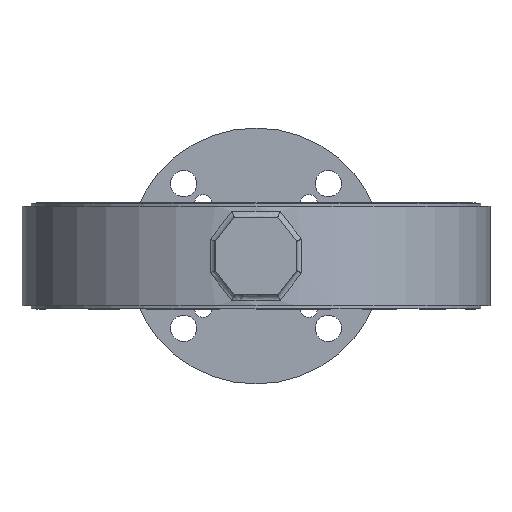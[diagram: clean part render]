
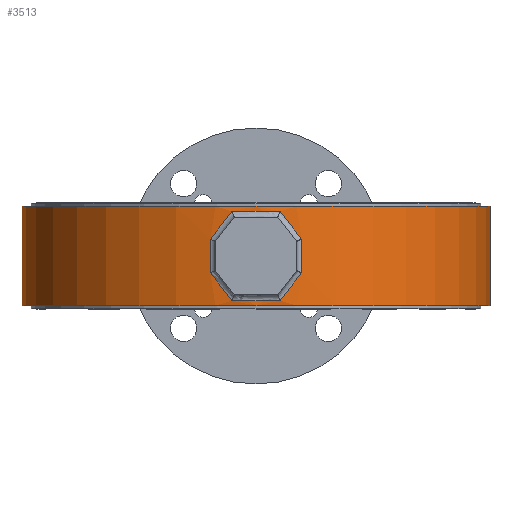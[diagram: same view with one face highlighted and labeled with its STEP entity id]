
A CAD part, front view. The second image highlights one B-rep face of the part: STEP entity #3513.
In plain terms, the highlighted cylindrical face has radius 160 mm (diameter 320 mm), a partial arc.
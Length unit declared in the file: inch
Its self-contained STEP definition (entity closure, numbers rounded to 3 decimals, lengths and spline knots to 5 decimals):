
#102 = CARTESIAN_POINT ( 'NONE',  ( 8.90399, -0.75395, 8.40442 ) ) ;
#183 = VERTEX_POINT ( 'NONE', #9014 ) ;
#219 = EDGE_CURVE ( 'NONE', #13393, #11760, #1675, .T. ) ;
#511 = AXIS2_PLACEMENT_3D ( 'NONE', #2685, #5892, #519 ) ;
#519 = DIRECTION ( 'NONE',  ( 1., 0., 0. ) ) ;
#575 = CARTESIAN_POINT ( 'NONE',  ( 9.48241, -0.66657, 7.65192 ) ) ;
#636 = EDGE_CURVE ( 'NONE', #1947, #4590, #3122, .T. ) ;
#690 = LINE ( 'NONE', #5996, #5664 ) ;
#869 = ORIENTED_EDGE ( 'NONE', *, *, #12815, .T. ) ;
#973 = B_SPLINE_CURVE_WITH_KNOTS ( 'NONE', 3,
 ( #4928, #3930, #8120, #12263 ),
 .UNSPECIFIED., .F., .F.,
 ( 4, 4 ),
 ( 0., 1. ),
 .UNSPECIFIED. ) ;
#1095 = EDGE_LOOP ( 'NONE', ( #3111, #1629, #3195, #8822, #9752, #9902, #9463, #869 ) ) ;
#1585 = CARTESIAN_POINT ( 'NONE',  ( 7.6026, -0.75395, 8.40442 ) ) ;
#1626 = VERTEX_POINT ( 'NONE', #3458 ) ;
#1629 = ORIENTED_EDGE ( 'NONE', *, *, #3401, .T. ) ;
#1675 = LINE ( 'NONE', #10107, #8369 ) ;
#1779 = CARTESIAN_POINT ( 'NONE',  ( 7.38869, -0.73174, 8.12613 ) ) ;
#1799 = CIRCLE ( 'NONE', #10326, 6.29921 ) ;
#1947 = VERTEX_POINT ( 'NONE', #12456 ) ;
#1990 = CARTESIAN_POINT ( 'NONE',  ( 14.5525, 5.51156, 11.30627 ) ) ;
#2119 = B_SPLINE_CURVE_WITH_KNOTS ( 'NONE', 3,
 ( #11158, #8037, #1779, #1585 ),
 .UNSPECIFIED., .F., .F.,
 ( 4, 4 ),
 ( 0., 1. ),
 .UNSPECIFIED. ) ;
#2353 = DIRECTION ( 'NONE',  ( -1., 0., 0. ) ) ;
#2462 = CARTESIAN_POINT ( 'NONE',  ( 7.19588, -0.70073, 6.53197 ) ) ;
#2479 = ORIENTED_EDGE ( 'NONE', *, *, #13329, .T. ) ;
#2486 = CARTESIAN_POINT ( 'NONE',  ( 8.25329, 5.51156, 8.40442 ) ) ;
#2597 = CIRCLE ( 'NONE', #5661, 6.29921 ) ;
#2639 = CARTESIAN_POINT ( 'NONE',  ( 9.48241, -0.66657, 6.75535 ) ) ;
#2685 = CARTESIAN_POINT ( 'NONE',  ( 8.25329, 5.51156, 6.00284 ) ) ;
#2832 = ORIENTED_EDGE ( 'NONE', *, *, #7595, .T. ) ;
#3083 = CYLINDRICAL_SURFACE ( 'NONE', #5640, 6.29921 ) ;
#3098 = DIRECTION ( 'NONE',  ( 0., 0., 1. ) ) ;
#3111 = ORIENTED_EDGE ( 'NONE', *, *, #4813, .T. ) ;
#3122 = LINE ( 'NONE', #11079, #6094 ) ;
#3195 = ORIENTED_EDGE ( 'NONE', *, *, #8848, .T. ) ;
#3251 = VERTEX_POINT ( 'NONE', #5722 ) ;
#3401 = EDGE_CURVE ( 'NONE', #1626, #3633, #2119, .T. ) ;
#3451 = CARTESIAN_POINT ( 'NONE',  ( 9.3107, -0.70073, 7.8753 ) ) ;
#3458 = CARTESIAN_POINT ( 'NONE',  ( 7.02418, -0.66657, 7.65192 ) ) ;
#3512 = CARTESIAN_POINT ( 'NONE',  ( 8.25329, 5.51156, 5.86505 ) ) ;
#3513 = ADVANCED_FACE ( 'NONE', ( #8429, #6075 ), #3083, .T. ) ;
#3633 = VERTEX_POINT ( 'NONE', #6636 ) ;
#3649 = CARTESIAN_POINT ( 'NONE',  ( 7.38869, -0.73174, 6.28113 ) ) ;
#3930 = CARTESIAN_POINT ( 'NONE',  ( 9.3107, -0.70073, 6.53197 ) ) ;
#4590 = VERTEX_POINT ( 'NONE', #2639 ) ;
#4813 = EDGE_CURVE ( 'NONE', #7509, #1626, #690, .T. ) ;
#4928 = CARTESIAN_POINT ( 'NONE',  ( 9.48241, -0.66657, 6.75535 ) ) ;
#4993 = CARTESIAN_POINT ( 'NONE',  ( 8.25329, 5.51156, 11.30627 ) ) ;
#5222 = DIRECTION ( 'NONE',  ( 0., 0., -1. ) ) ;
#5288 = VERTEX_POINT ( 'NONE', #102 ) ;
#5381 = ORIENTED_EDGE ( 'NONE', *, *, #10745, .F. ) ;
#5546 = CARTESIAN_POINT ( 'NONE',  ( 1.95408, 5.51156, 5.86505 ) ) ;
#5640 = AXIS2_PLACEMENT_3D ( 'NONE', #4993, #12577, #9237 ) ;
#5661 = AXIS2_PLACEMENT_3D ( 'NONE', #3512, #12589, #6505 ) ;
#5664 = VECTOR ( 'NONE', #5940, 39.37008 ) ;
#5722 = CARTESIAN_POINT ( 'NONE',  ( 14.5525, 5.51156, 5.86505 ) ) ;
#5839 = DIRECTION ( 'NONE',  ( 0., 0., 1. ) ) ;
#5892 = DIRECTION ( 'NONE',  ( 0., 0., -1. ) ) ;
#5940 = DIRECTION ( 'NONE',  ( 0., 0., 1. ) ) ;
#5996 = CARTESIAN_POINT ( 'NONE',  ( 7.02418, -0.66657, 11.30627 ) ) ;
#6075 = FACE_BOUND ( 'NONE', #1095, .T. ) ;
#6094 = VECTOR ( 'NONE', #5222, 39.37008 ) ;
#6160 = B_SPLINE_CURVE_WITH_KNOTS ( 'NONE', 3,
 ( #7698, #3649, #2462, #8786 ),
 .UNSPECIFIED., .F., .F.,
 ( 4, 4 ),
 ( 0., 1. ),
 .UNSPECIFIED. ) ;
#6505 = DIRECTION ( 'NONE',  ( 1., 0., 0. ) ) ;
#6636 = CARTESIAN_POINT ( 'NONE',  ( 7.6026, -0.75395, 8.40442 ) ) ;
#6672 = B_SPLINE_CURVE_WITH_KNOTS ( 'NONE', 3,
 ( #9688, #10828, #3451, #575 ),
 .UNSPECIFIED., .F., .F.,
 ( 4, 4 ),
 ( 0., 1. ),
 .UNSPECIFIED. ) ;
#7509 = VERTEX_POINT ( 'NONE', #13165 ) ;
#7572 = EDGE_CURVE ( 'NONE', #4590, #183, #973, .T. ) ;
#7595 = EDGE_CURVE ( 'NONE', #3251, #8383, #12520, .T. ) ;
#7698 = CARTESIAN_POINT ( 'NONE',  ( 7.6026, -0.75395, 6.00284 ) ) ;
#8037 = CARTESIAN_POINT ( 'NONE',  ( 7.19588, -0.70073, 7.8753 ) ) ;
#8120 = CARTESIAN_POINT ( 'NONE',  ( 9.11789, -0.73174, 6.28113 ) ) ;
#8369 = VECTOR ( 'NONE', #5839, 39.37008 ) ;
#8383 = VERTEX_POINT ( 'NONE', #13208 ) ;
#8429 = FACE_OUTER_BOUND ( 'NONE', #8629, .T. ) ;
#8629 = EDGE_LOOP ( 'NONE', ( #11286, #2479, #2832, #5381 ) ) ;
#8786 = CARTESIAN_POINT ( 'NONE',  ( 7.02418, -0.66657, 6.75535 ) ) ;
#8822 = ORIENTED_EDGE ( 'NONE', *, *, #11682, .T. ) ;
#8848 = EDGE_CURVE ( 'NONE', #3633, #5288, #11586, .T. ) ;
#8865 = DIRECTION ( 'NONE',  ( 1., 0., 0. ) ) ;
#8926 = DIRECTION ( 'NONE',  ( 0., 0., 1. ) ) ;
#9014 = CARTESIAN_POINT ( 'NONE',  ( 8.90399, -0.75395, 6.00284 ) ) ;
#9237 = DIRECTION ( 'NONE',  ( 1., 0., 0. ) ) ;
#9463 = ORIENTED_EDGE ( 'NONE', *, *, #10806, .T. ) ;
#9506 = CARTESIAN_POINT ( 'NONE',  ( 7.6026, -0.75395, 6.00284 ) ) ;
#9688 = CARTESIAN_POINT ( 'NONE',  ( 8.90399, -0.75395, 8.40442 ) ) ;
#9752 = ORIENTED_EDGE ( 'NONE', *, *, #636, .T. ) ;
#9829 = DIRECTION ( 'NONE',  ( 0., 0., 1. ) ) ;
#9902 = ORIENTED_EDGE ( 'NONE', *, *, #7572, .T. ) ;
#10107 = CARTESIAN_POINT ( 'NONE',  ( 1.95408, 5.51156, 11.30627 ) ) ;
#10326 = AXIS2_PLACEMENT_3D ( 'NONE', #10967, #8926, #8865 ) ;
#10420 = VECTOR ( 'NONE', #3098, 39.37008 ) ;
#10745 = EDGE_CURVE ( 'NONE', #11760, #8383, #1799, .T. ) ;
#10806 = EDGE_CURVE ( 'NONE', #183, #12859, #13388, .T. ) ;
#10828 = CARTESIAN_POINT ( 'NONE',  ( 9.11789, -0.73174, 8.12613 ) ) ;
#10967 = CARTESIAN_POINT ( 'NONE',  ( 8.25329, 5.51156, 8.54221 ) ) ;
#11079 = CARTESIAN_POINT ( 'NONE',  ( 9.48241, -0.66657, 11.30627 ) ) ;
#11158 = CARTESIAN_POINT ( 'NONE',  ( 7.02418, -0.66657, 7.65192 ) ) ;
#11286 = ORIENTED_EDGE ( 'NONE', *, *, #219, .F. ) ;
#11586 = CIRCLE ( 'NONE', #12686, 6.29921 ) ;
#11682 = EDGE_CURVE ( 'NONE', #5288, #1947, #6672, .T. ) ;
#11760 = VERTEX_POINT ( 'NONE', #11794 ) ;
#11794 = CARTESIAN_POINT ( 'NONE',  ( 1.95408, 5.51156, 8.54221 ) ) ;
#12263 = CARTESIAN_POINT ( 'NONE',  ( 8.90399, -0.75395, 6.00284 ) ) ;
#12456 = CARTESIAN_POINT ( 'NONE',  ( 9.48241, -0.66657, 7.65192 ) ) ;
#12520 = LINE ( 'NONE', #1990, #10420 ) ;
#12577 = DIRECTION ( 'NONE',  ( 0., 0., 1. ) ) ;
#12589 = DIRECTION ( 'NONE',  ( 0., 0., 1. ) ) ;
#12686 = AXIS2_PLACEMENT_3D ( 'NONE', #2486, #9829, #2353 ) ;
#12815 = EDGE_CURVE ( 'NONE', #12859, #7509, #6160, .T. ) ;
#12859 = VERTEX_POINT ( 'NONE', #9506 ) ;
#13165 = CARTESIAN_POINT ( 'NONE',  ( 7.02418, -0.66657, 6.75535 ) ) ;
#13208 = CARTESIAN_POINT ( 'NONE',  ( 14.5525, 5.51156, 8.54221 ) ) ;
#13329 = EDGE_CURVE ( 'NONE', #13393, #3251, #2597, .T. ) ;
#13388 = CIRCLE ( 'NONE', #511, 6.29921 ) ;
#13393 = VERTEX_POINT ( 'NONE', #5546 ) ;
